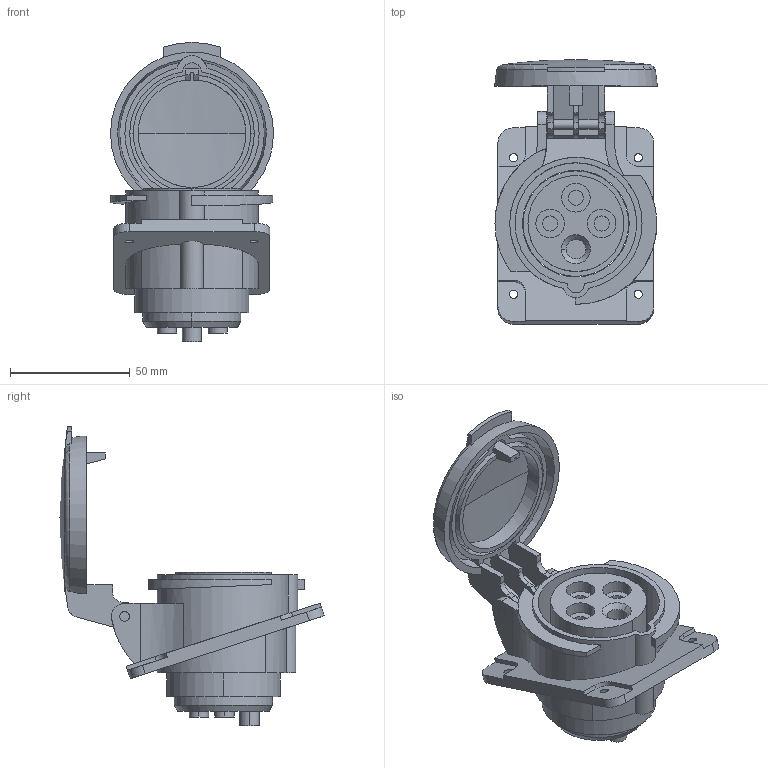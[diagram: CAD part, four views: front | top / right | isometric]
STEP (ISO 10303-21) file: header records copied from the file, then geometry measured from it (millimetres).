
FILE_DESCRIPTION((''),'2;1');
FILE_NAME('PKF16F434_3D-SIMPLIFIED_ASM','2023-02-13T08:27:13',('melanie.cordero'),(''),'CREO PARAMETRIC BY PTC INC, 2018260','CREO PARAMETRIC BY PTC INC, 2018260','');
FILE_SCHEMA(('CONFIG_CONTROL_DESIGN'));
Length unit declared in the file: millimetre
Products named in the file (6): PRT0001_1_1; PRT0002_1_1; PRT0003_1_1; PRT0004_1_1; PKF16F434_3D-SIMPLIFIED_ASM_2_ASM; PKF16F434_3D-SIMPLIFIED_ASM
Assembly tree (5 placements, depth 3):
  PKF16F434_3D-SIMPLIFIED_ASM
    PKF16F434_3D-SIMPLIFIED_ASM_2_ASM
      PRT0001_1_1
      PRT0002_1_1
      PRT0003_1_1
      PRT0004_1_1
Bounding box: 68 x 110.26 x 124.75 mm (x, y, z)
Volume: 132227.7 mm3; surface area: 59653 mm2
Topology: 4 solids, 4 shells, 226 faces, 645 edges, 442 vertices
Faces by surface type: cylinder 106, plane 101, sphere 8, cone 4, bspline 3, torus 3, extrusion 1
Entity records: 8181 total; most frequent: CARTESIAN_POINT 1926, DIRECTION 1337, ORIENTED_EDGE 1274, EDGE_CURVE 637, AXIS2_PLACEMENT_3D 524, VERTEX_POINT 442, VECTOR 289, LINE 288
